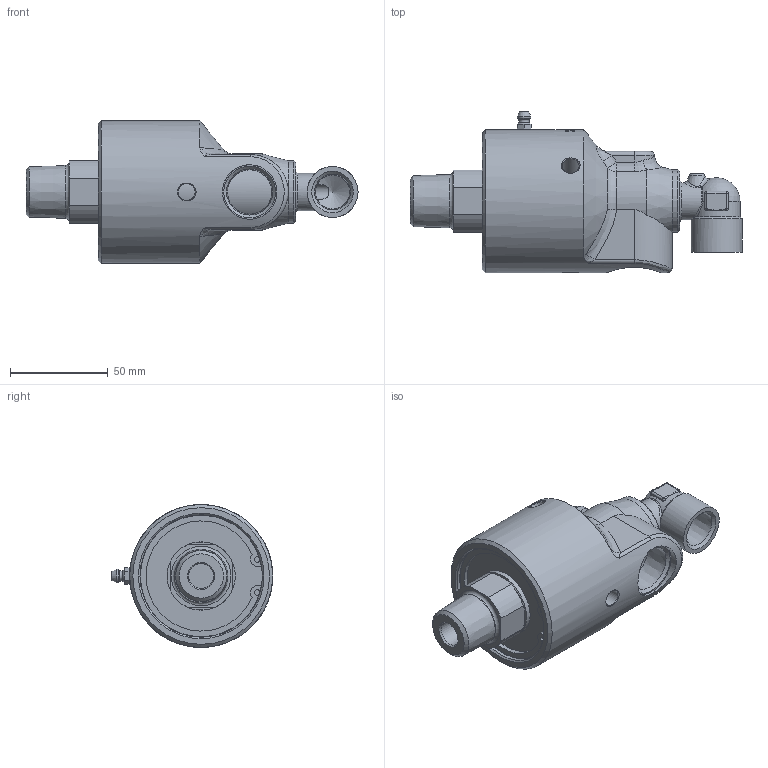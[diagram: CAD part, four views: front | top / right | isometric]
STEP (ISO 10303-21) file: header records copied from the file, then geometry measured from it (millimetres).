
FILE_DESCRIPTION(/* description */ (''),/* implementation_level */ '2;1');
FILE_NAME(/* name */ '255-000-021044-IC.stp',/* time_stamp */ '2020-05-19T13:01:44-05:00',/* author */ ('GALINDOLM'),/* organization */ (''),/* preprocessor_version */ 'ST-DEVELOPER v18',/* originating_system */ 'Autodesk Inventor 2020',/* authorisation */ '');
FILE_SCHEMA (('AUTOMOTIVE_DESIGN { 1 0 10303 214 3 1 1 }'));
Products named in the file (1): 255-000-021044-IC
Bounding box: 169.53 x 82.38 x 73 mm (x, y, z)
Volume: 328187.5 mm3; surface area: 42262.2 mm2
Topology: 1 solids, 2 shells, 533 faces, 1394 edges, 908 vertices
Faces by surface type: bspline 219, plane 155, cylinder 99, cone 40, sphere 11, torus 9
Full cylindrical faces by diameter (mm): 2.794 x2, 5.359 x1, 6.325 x1, 7.95 x1, 8.6 x3, 12.7 x1, 14.171 x1, 17.475 x1, 19 x1, 22.631 x1, 26 x1, 27.184 x1, 27.8 x1, 32 x1, 34.8 x1, 62.5 x1, 73 x1
Entity records: 62171 total; most frequent: CARTESIAN_POINT 49867, ORIENTED_EDGE 2772, DIRECTION 2044, EDGE_CURVE 1386, VERTEX_POINT 908, AXIS2_PLACEMENT_3D 771, EDGE_LOOP 584, FACE_OUTER_BOUND 533
